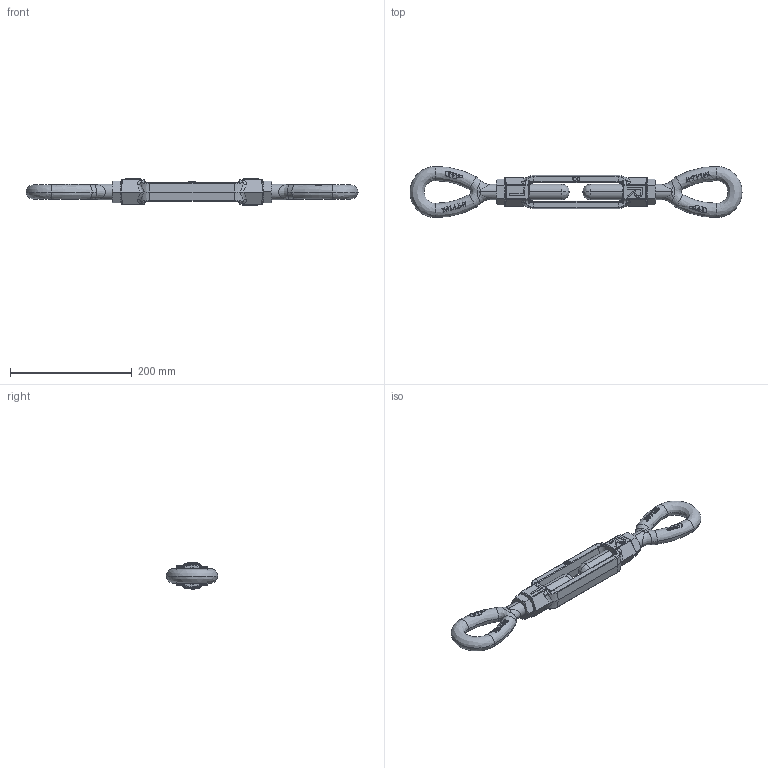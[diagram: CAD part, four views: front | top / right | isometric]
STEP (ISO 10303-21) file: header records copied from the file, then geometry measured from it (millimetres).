
FILE_DESCRIPTION(('STEP AP214'),'1');
FILE_NAME('ssgpoo2506.stp','2017-03-31T06:43:16',('TraceParts'),('TraceParts S.A.'),'Spatial InterOp 3D',' ',' ');
FILE_SCHEMA(('automotive_design'));
Length unit declared in the file: millimetre
Products named in the file (8): ssgpoo2506_1; ssgpoo2506_2; ssgpoo2506_3; ssgpoo2506_4; ssgpoo2506_5; ssgpoo2506_6; ssgpoo2506_7; ssgpoo2506_8
Bounding box: 545 x 84 x 43 mm (x, y, z)
Volume: 566260.7 mm3; surface area: 116938.7 mm2
Topology: 8 solids, 8 shells, 687 faces, 1773 edges, 1106 vertices
Faces by surface type: plane 286, bspline 235, cylinder 118, cone 48
Entity records: 41014 total; most frequent: CARTESIAN_POINT 21318, ORIENTED_EDGE 3510, DIRECTION 1985, EDGE_CURVE 1755, VERTEX_POINT 1106, B_SPLINE_CURVE_WITH_KNOTS 878, EDGE_LOOP 721, AXIS2_PLACEMENT_3D 700
